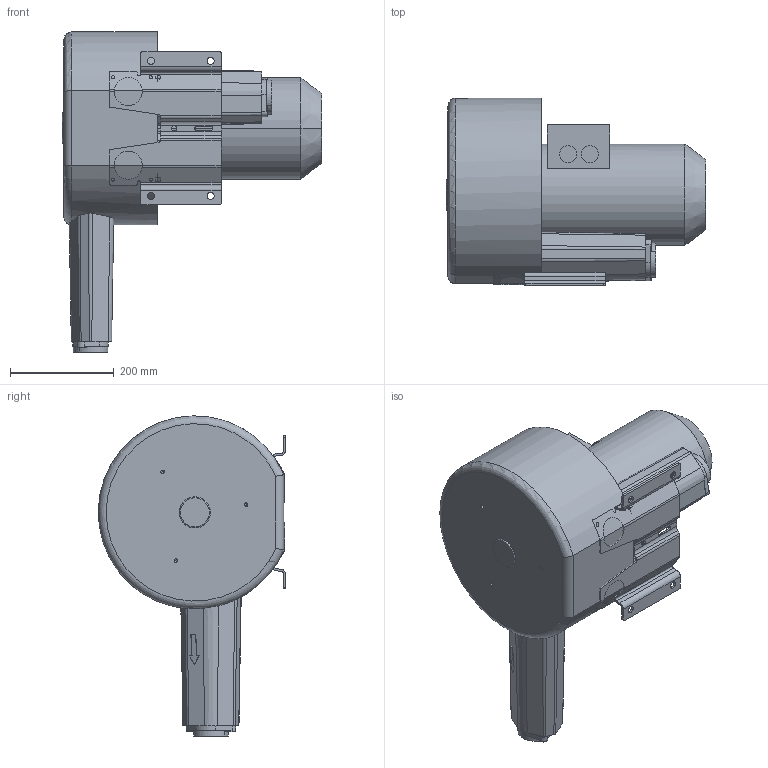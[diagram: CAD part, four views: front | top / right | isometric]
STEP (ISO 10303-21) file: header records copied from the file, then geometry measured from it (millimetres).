
FILE_DESCRIPTION((''),'2;1');
FILE_NAME('ASC0210-2SP301_GEWFL_ASM','2016-05-02T',('rnennstiel'),('vacuvane vacuum technology gmbh'),'CREO PARAMETRIC BY PTC INC, 2015290','CREO PARAMETRIC BY PTC INC, 2015290','');
FILE_SCHEMA(('CONFIG_CONTROL_DESIGN'));
Length unit declared in the file: millimetre
Products named in the file (4): ASC0210-2SP301; MD-000264; MD-000484; ASC0210-2SP301_GEWFL_ASM
Assembly tree (4 placements, depth 2):
  ASC0210-2SP301_GEWFL_ASM
    ASC0210-2SP301
    MD-000264  x2
    MD-000484
Bounding box: 500 x 361 x 617.29 mm (x, y, z)
Volume: 31398795.1 mm3; surface area: 988193.1 mm2
Topology: 4 solids, 4 shells, 324 faces, 875 edges, 559 vertices
Faces by surface type: plane 140, cylinder 133, cone 40, bspline 4, extrusion 4, torus 3
Entity records: 10043 total; most frequent: CARTESIAN_POINT 2482, DIRECTION 1578, ORIENTED_EDGE 1542, EDGE_CURVE 771, AXIS2_PLACEMENT_3D 568, VERTEX_POINT 505, VECTOR 442, LINE 438
